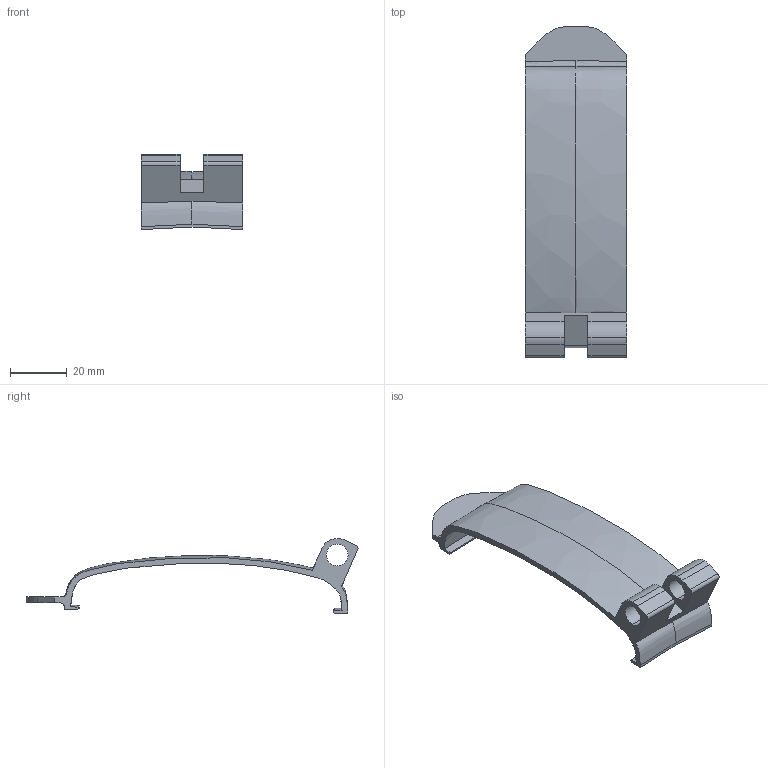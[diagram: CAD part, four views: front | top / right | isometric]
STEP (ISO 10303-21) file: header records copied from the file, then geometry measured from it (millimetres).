
FILE_DESCRIPTION (( 'STEP AP203' ), '1' );
FILE_NAME ('Quest_1.STEP', '2024-10-23T01:01:53', ( '' ), ( '' ), 'SwSTEP 2.0', 'SolidWorks 2024', '' );
FILE_SCHEMA (( 'CONFIG_CONTROL_DESIGN' ));
Length unit declared in the file: millimetre
Products named in the file (1): Quest_1
Bounding box: 35.56 x 116.6 x 26.38 mm (x, y, z)
Volume: 12364.3 mm3; surface area: 11768.2 mm2
Topology: 1 solids, 1 shells, 54 faces, 151 edges, 99 vertices
Faces by surface type: bspline 22, plane 19, cylinder 13
Entity records: 6168 total; most frequent: CARTESIAN_POINT 4870, ORIENTED_EDGE 302, DIRECTION 176, EDGE_CURVE 151, VERTEX_POINT 99, B_SPLINE_CURVE_WITH_KNOTS 64, LINE 60, VECTOR 60
